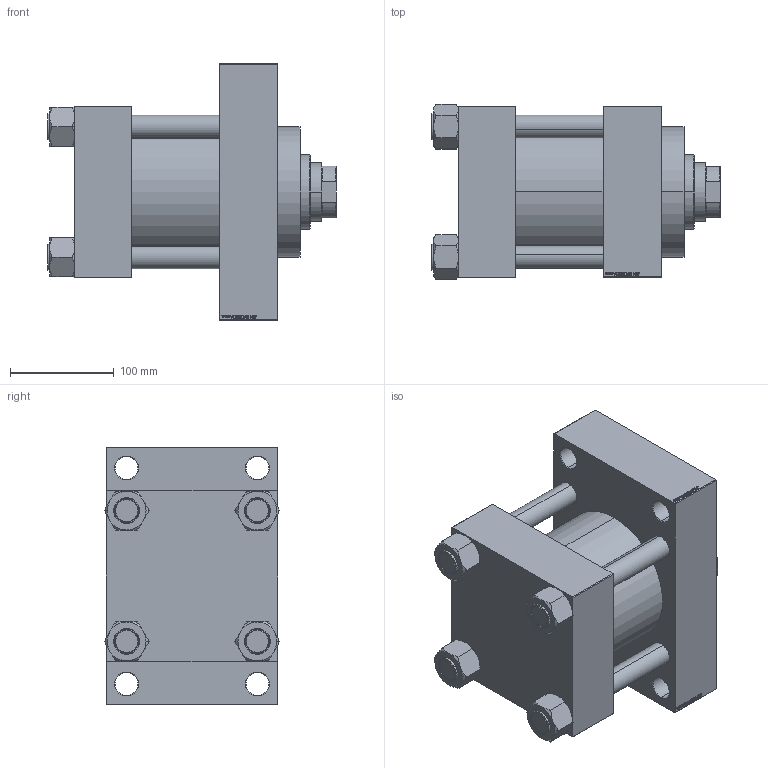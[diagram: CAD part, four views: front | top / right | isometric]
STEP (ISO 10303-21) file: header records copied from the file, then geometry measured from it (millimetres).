
FILE_DESCRIPTION (( 'STEP AP203' ), '1' );
FILE_NAME ('7e44.STEP', '2025-10-15T06:10:41', ( '' ), ( '' ), 'SwSTEP 2.0', 'SolidWorks 2019', '' );
FILE_SCHEMA (( 'CONFIG_CONTROL_DESIGN' ));
Length unit declared in the file: millimetre
Products named in the file (6): NUT_M5_D 517d38489b25b54d8b5f1a1ed8da8696; V215_VC_A 517d38489b25b54d8b5f1a1ed8da8696; V215CR_D_Body 517d38489b25b54d8b5f1a1ed8da8696; 7e44; V215CR_D_TYCINKA 517d38489b25b54d8b5f1a1ed8da8696; V215CR_VCP_D 517d38489b25b54d8b5f1a1ed8da8696
Assembly tree (11 placements, depth 2):
  7e44
    V215CR_D_Body 517d38489b25b54d8b5f1a1ed8da8696
    V215CR_VCP_D 517d38489b25b54d8b5f1a1ed8da8696
    NUT_M5_D 517d38489b25b54d8b5f1a1ed8da8696  x4
    V215CR_D_TYCINKA 517d38489b25b54d8b5f1a1ed8da8696  x4
    V215_VC_A 517d38489b25b54d8b5f1a1ed8da8696
Bounding box: 278 x 169.14 x 247 mm (x, y, z)
Volume: 4957705.9 mm3; surface area: 529916.7 mm2
Topology: 11 solids, 11 shells, 1149 faces, 2906 edges, 1889 vertices
Faces by surface type: plane 544, bspline 368, cone 142, cylinder 87, torus 8
Entity records: 47710 total; most frequent: CARTESIAN_POINT 25225, ORIENTED_EDGE 5076, DIRECTION 3258, EDGE_CURVE 2538, VERTEX_POINT 1667, LINE 1526, VECTOR 1526, EDGE_LOOP 1123
